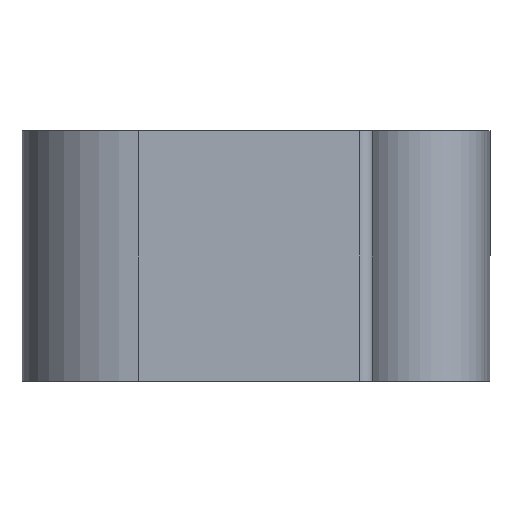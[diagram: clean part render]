
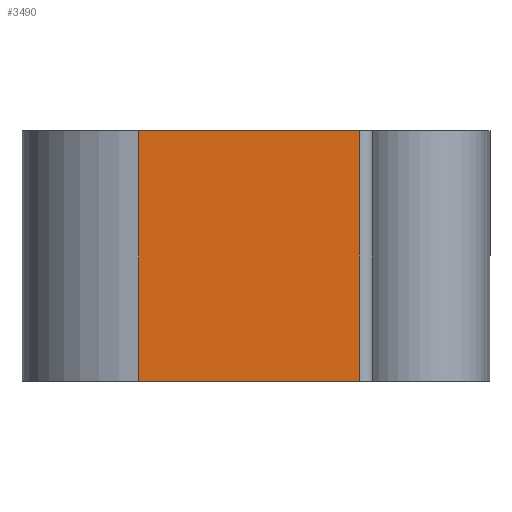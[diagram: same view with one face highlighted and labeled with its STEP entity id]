
A CAD part, left-side view. The second image highlights one B-rep face of the part: STEP entity #3490.
In plain terms, the highlighted planar face has unit normal (-1, 0, 0).
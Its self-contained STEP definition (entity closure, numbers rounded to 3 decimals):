
#39 = ORIENTED_EDGE ( 'NONE', *, *, #3289, .F. ) ;
#40 = ORIENTED_EDGE ( 'NONE', *, *, #3282, .T. ) ;
#263 = ORIENTED_EDGE ( 'NONE', *, *, #3290, .F. ) ;
#265 = ORIENTED_EDGE ( 'NONE', *, *, #3288, .F. ) ;
#310 = EDGE_LOOP ( 'NONE', ( #39, #40, #265, #263 ) ) ;
#529 = AXIS2_PLACEMENT_3D ( 'NONE', #1615, #1625, #1626 ) ;
#763 = VERTEX_POINT ( 'NONE', #910 ) ;
#778 = VERTEX_POINT ( 'NONE', #925 ) ;
#854 = VERTEX_POINT ( 'NONE', #1001 ) ;
#859 = VERTEX_POINT ( 'NONE', #1006 ) ;
#910 = CARTESIAN_POINT ( 'NONE',  ( -5.569, -10.615, -5. ) ) ;
#925 = CARTESIAN_POINT ( 'NONE',  ( -5.569, -1.812, -5. ) ) ;
#1001 = CARTESIAN_POINT ( 'NONE',  ( -5.569, -10.615, 5. ) ) ;
#1006 = CARTESIAN_POINT ( 'NONE',  ( -5.569, -1.812, 5. ) ) ;
#1094 = CARTESIAN_POINT ( 'NONE',  ( -5.569, -10.615, -37.348 ) ) ;
#1095 = DIRECTION ( 'NONE',  ( 0., 0., 1. ) ) ;
#1104 = CARTESIAN_POINT ( 'NONE',  ( -5.569, -1.812, -37.348 ) ) ;
#1109 = CARTESIAN_POINT ( 'NONE',  ( -5.569, -1.812, 5. ) ) ;
#1110 = DIRECTION ( 'NONE',  ( 0., -1., 0. ) ) ;
#1111 = CARTESIAN_POINT ( 'NONE',  ( -5.569, -1.812, -5. ) ) ;
#1112 = DIRECTION ( 'NONE',  ( 0., 1., 0. ) ) ;
#1114 = DIRECTION ( 'NONE',  ( 0., 0., 1. ) ) ;
#1615 = CARTESIAN_POINT ( 'NONE',  ( -5.569, -1.812, -37.348 ) ) ;
#1616 = PLANE ( 'NONE',  #529 ) ;
#1625 = DIRECTION ( 'NONE',  ( -1., 0., 0. ) ) ;
#1626 = DIRECTION ( 'NONE',  ( 0., -1., 0. ) ) ;
#1883 = LINE ( 'NONE', #1109, #1923 ) ;
#1910 = VECTOR ( 'NONE', #1095, 1000. ) ;
#1913 = LINE ( 'NONE', #1094, #1910 ) ;
#1923 = VECTOR ( 'NONE', #1110, 1000. ) ;
#1925 = LINE ( 'NONE', #1104, #1929 ) ;
#1927 = LINE ( 'NONE', #1111, #1928 ) ;
#1928 = VECTOR ( 'NONE', #1112, 1000. ) ;
#1929 = VECTOR ( 'NONE', #1114, 1000. ) ;
#2255 = FACE_OUTER_BOUND ( 'NONE', #310, .T. ) ;
#3282 = EDGE_CURVE ( 'NONE', #763, #854, #1913, .T. ) ;
#3288 = EDGE_CURVE ( 'NONE', #859, #854, #1883, .T. ) ;
#3289 = EDGE_CURVE ( 'NONE', #763, #778, #1927, .T. ) ;
#3290 = EDGE_CURVE ( 'NONE', #778, #859, #1925, .T. ) ;
#3490 = ADVANCED_FACE ( 'NONE', ( #2255 ), #1616, .T. ) ;
